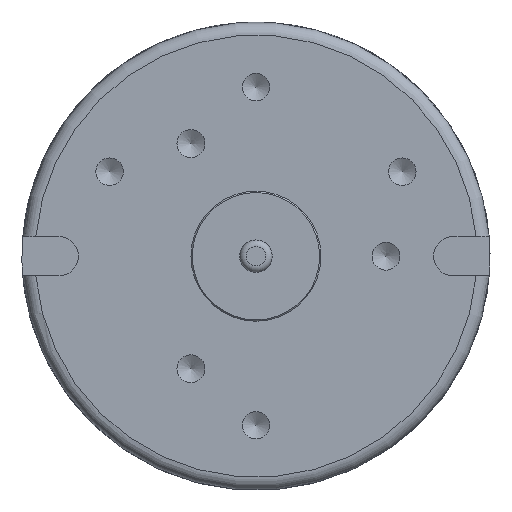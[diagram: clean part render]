
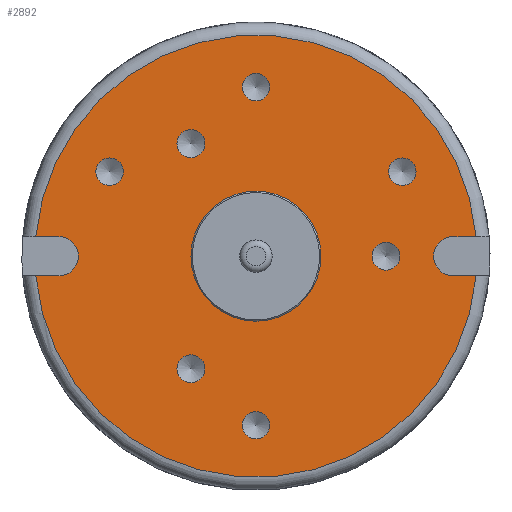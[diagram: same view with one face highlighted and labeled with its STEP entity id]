
A CAD part, front view. The second image highlights one B-rep face of the part: STEP entity #2892.
In plain terms, the highlighted planar face has unit normal (0, -1, 0).
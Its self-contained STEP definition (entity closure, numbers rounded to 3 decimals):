
#2092=CARTESIAN_POINT('',(-3.925,0.0,-8.66));
#2093=VERTEX_POINT('',#2092);
#2094=CARTESIAN_POINT('',(-5.,0.0,-8.66));
#2095=DIRECTION('',(0.0,1.0,0.0));
#2096=DIRECTION('',(1.0,0.0,0.0));
#2097=AXIS2_PLACEMENT_3D('',#2094,#2095,#2096);
#2098=CIRCLE('',#2097,1.075);
#2099=EDGE_CURVE('',#2093,#2093,#2098,.T.);
#2171=CARTESIAN_POINT('',(-3.925,0.0,8.66));
#2172=VERTEX_POINT('',#2171);
#2173=CARTESIAN_POINT('',(-5.,0.0,8.66));
#2174=DIRECTION('',(0.0,1.0,0.0));
#2175=DIRECTION('',(1.0,0.0,0.0));
#2176=AXIS2_PLACEMENT_3D('',#2173,#2174,#2175);
#2177=CIRCLE('',#2176,1.075);
#2178=EDGE_CURVE('',#2172,#2172,#2177,.T.);
#2250=CARTESIAN_POINT('',(11.075,0.0,0.0));
#2251=VERTEX_POINT('',#2250);
#2252=CARTESIAN_POINT('',(10.0,0.0,0.0));
#2253=DIRECTION('',(0.0,1.0,0.0));
#2254=DIRECTION('',(1.0,0.0,0.0));
#2255=AXIS2_PLACEMENT_3D('',#2252,#2253,#2254);
#2256=CIRCLE('',#2255,1.075);
#2257=EDGE_CURVE('',#2251,#2251,#2256,.T.);
#2329=CARTESIAN_POINT('',(12.315,0.0,6.5));
#2330=VERTEX_POINT('',#2329);
#2331=CARTESIAN_POINT('',(11.258,0.0,6.5));
#2332=DIRECTION('',(0.0,1.0,0.0));
#2333=DIRECTION('',(1.0,0.0,0.0));
#2334=AXIS2_PLACEMENT_3D('',#2331,#2332,#2333);
#2335=CIRCLE('',#2334,1.057);
#2336=EDGE_CURVE('',#2330,#2330,#2335,.T.);
#2408=CARTESIAN_POINT('',(-10.202,0.0,6.5));
#2409=VERTEX_POINT('',#2408);
#2410=CARTESIAN_POINT('',(-11.258,0.0,6.5));
#2411=DIRECTION('',(0.0,1.0,0.0));
#2412=DIRECTION('',(1.0,0.0,0.0));
#2413=AXIS2_PLACEMENT_3D('',#2410,#2411,#2412);
#2414=CIRCLE('',#2413,1.057);
#2415=EDGE_CURVE('',#2409,#2409,#2414,.T.);
#2487=CARTESIAN_POINT('',(1.057,0.0,13.0));
#2488=VERTEX_POINT('',#2487);
#2489=CARTESIAN_POINT('',(0.0,0.0,13.0));
#2490=DIRECTION('',(0.0,1.0,0.0));
#2491=DIRECTION('',(1.0,0.0,0.0));
#2492=AXIS2_PLACEMENT_3D('',#2489,#2490,#2491);
#2493=CIRCLE('',#2492,1.057);
#2494=EDGE_CURVE('',#2488,#2488,#2493,.T.);
#2566=CARTESIAN_POINT('',(1.057,0.0,-13.0));
#2567=VERTEX_POINT('',#2566);
#2568=CARTESIAN_POINT('',(0.0,0.0,-13.0));
#2569=DIRECTION('',(0.0,1.0,0.0));
#2570=DIRECTION('',(1.0,0.0,0.0));
#2571=AXIS2_PLACEMENT_3D('',#2568,#2569,#2570);
#2572=CIRCLE('',#2571,1.057);
#2573=EDGE_CURVE('',#2567,#2567,#2572,.T.);
#2586=CARTESIAN_POINT('',(16.934,0.0,1.5));
#2587=VERTEX_POINT('',#2586);
#2601=CARTESIAN_POINT('',(15.15,0.0,1.5));
#2602=VERTEX_POINT('',#2601);
#2603=CARTESIAN_POINT('',(15.15,0.0,1.5));
#2604=DIRECTION('',(1.0,0.0,0.0));
#2605=VECTOR('',#2604,1.784);
#2606=LINE('',#2603,#2605);
#2607=EDGE_CURVE('',#2602,#2587,#2606,.T.);
#2631=CARTESIAN_POINT('',(15.15,0.0,-1.5));
#2632=VERTEX_POINT('',#2631);
#2649=CARTESIAN_POINT('',(15.15,0.0,0.0));
#2650=DIRECTION('',(0.0,1.0,0.0));
#2651=DIRECTION('',(-1.0,0.0,0.0));
#2652=AXIS2_PLACEMENT_3D('',#2649,#2650,#2651);
#2653=CIRCLE('',#2652,1.5);
#2654=EDGE_CURVE('',#2632,#2602,#2653,.T.);
#2681=CARTESIAN_POINT('',(16.934,0.0,-1.5));
#2682=VERTEX_POINT('',#2681);
#2698=CARTESIAN_POINT('',(16.934,0.0,-1.5));
#2699=DIRECTION('',(-1.0,0.0,0.0));
#2700=VECTOR('',#2699,1.784);
#2701=LINE('',#2698,#2700);
#2702=EDGE_CURVE('',#2682,#2632,#2701,.T.);
#2712=CARTESIAN_POINT('',(-16.934,0.0,-1.5));
#2713=VERTEX_POINT('',#2712);
#2727=CARTESIAN_POINT('',(-15.15,0.0,-1.5));
#2728=VERTEX_POINT('',#2727);
#2729=CARTESIAN_POINT('',(-15.15,0.0,-1.5));
#2730=DIRECTION('',(-1.0,0.0,0.0));
#2731=VECTOR('',#2730,1.784);
#2732=LINE('',#2729,#2731);
#2733=EDGE_CURVE('',#2728,#2713,#2732,.T.);
#2757=CARTESIAN_POINT('',(-15.15,0.0,1.5));
#2758=VERTEX_POINT('',#2757);
#2775=CARTESIAN_POINT('',(-15.15,0.0,0.0));
#2776=DIRECTION('',(0.0,1.0,0.0));
#2777=DIRECTION('',(-1.0,0.0,0.0));
#2778=AXIS2_PLACEMENT_3D('',#2775,#2776,#2777);
#2779=CIRCLE('',#2778,1.5);
#2780=EDGE_CURVE('',#2758,#2728,#2779,.T.);
#2807=CARTESIAN_POINT('',(-16.934,0.0,1.5));
#2808=VERTEX_POINT('',#2807);
#2824=CARTESIAN_POINT('',(-16.934,0.0,1.5));
#2825=DIRECTION('',(1.0,0.0,0.0));
#2826=VECTOR('',#2825,1.784);
#2827=LINE('',#2824,#2826);
#2828=EDGE_CURVE('',#2808,#2758,#2827,.T.);
#2833=CARTESIAN_POINT('',(0.0,0.0,0.0));
#2834=DIRECTION('',(0.0,-1.0,0.0));
#2835=DIRECTION('',(0.0,0.0,-1.0));
#2836=AXIS2_PLACEMENT_3D('',#2833,#2834,#2835);
#2837=PLANE('',#2836);
#2838=ORIENTED_EDGE('',*,*,#2702,.T.);
#2839=ORIENTED_EDGE('',*,*,#2654,.T.);
#2840=ORIENTED_EDGE('',*,*,#2607,.T.);
#2841=CARTESIAN_POINT('',(0.0,0.0,0.0));
#2842=DIRECTION('',(0.0,1.0,0.0));
#2843=DIRECTION('',(1.0,0.0,0.0));
#2844=AXIS2_PLACEMENT_3D('',#2841,#2842,#2843);
#2845=CIRCLE('',#2844,17.0);
#2846=EDGE_CURVE('',#2808,#2587,#2845,.T.);
#2847=ORIENTED_EDGE('',*,*,#2846,.F.);
#2848=ORIENTED_EDGE('',*,*,#2828,.T.);
#2849=ORIENTED_EDGE('',*,*,#2780,.T.);
#2850=ORIENTED_EDGE('',*,*,#2733,.T.);
#2851=CARTESIAN_POINT('',(0.0,0.0,0.0));
#2852=DIRECTION('',(0.0,1.0,0.0));
#2853=DIRECTION('',(1.0,0.0,0.0));
#2854=AXIS2_PLACEMENT_3D('',#2851,#2852,#2853);
#2855=CIRCLE('',#2854,17.0);
#2856=EDGE_CURVE('',#2682,#2713,#2855,.T.);
#2857=ORIENTED_EDGE('',*,*,#2856,.F.);
#2858=EDGE_LOOP('',(#2838,#2839,#2840,#2847,#2848,#2849,#2850,#2857));
#2859=FACE_OUTER_BOUND('',#2858,.T.);
#2860=ORIENTED_EDGE('',*,*,#2099,.T.);
#2861=EDGE_LOOP('',(#2860));
#2862=FACE_BOUND('',#2861,.T.);
#2863=ORIENTED_EDGE('',*,*,#2178,.T.);
#2864=EDGE_LOOP('',(#2863));
#2865=FACE_BOUND('',#2864,.T.);
#2866=ORIENTED_EDGE('',*,*,#2257,.T.);
#2867=EDGE_LOOP('',(#2866));
#2868=FACE_BOUND('',#2867,.T.);
#2869=ORIENTED_EDGE('',*,*,#2336,.T.);
#2870=EDGE_LOOP('',(#2869));
#2871=FACE_BOUND('',#2870,.T.);
#2872=ORIENTED_EDGE('',*,*,#2415,.T.);
#2873=EDGE_LOOP('',(#2872));
#2874=FACE_BOUND('',#2873,.T.);
#2875=ORIENTED_EDGE('',*,*,#2494,.T.);
#2876=EDGE_LOOP('',(#2875));
#2877=FACE_BOUND('',#2876,.T.);
#2878=ORIENTED_EDGE('',*,*,#2573,.T.);
#2879=EDGE_LOOP('',(#2878));
#2880=FACE_BOUND('',#2879,.T.);
#2881=CARTESIAN_POINT('',(5.0,0.0,0.));
#2882=VERTEX_POINT('',#2881);
#2883=CARTESIAN_POINT('',(0.0,0.0,0.0));
#2884=DIRECTION('',(0.0,1.0,0.0));
#2885=DIRECTION('',(-1.0,0.0,0.0));
#2886=AXIS2_PLACEMENT_3D('',#2883,#2884,#2885);
#2887=CIRCLE('',#2886,5.0);
#2888=EDGE_CURVE('',#2882,#2882,#2887,.T.);
#2889=ORIENTED_EDGE('',*,*,#2888,.T.);
#2890=EDGE_LOOP('',(#2889));
#2891=FACE_BOUND('',#2890,.T.);
#2892=ADVANCED_FACE('',(#2859,#2862,#2865,#2868,#2871,#2874,#2877,#2880,#2891),#2837,.T.);
